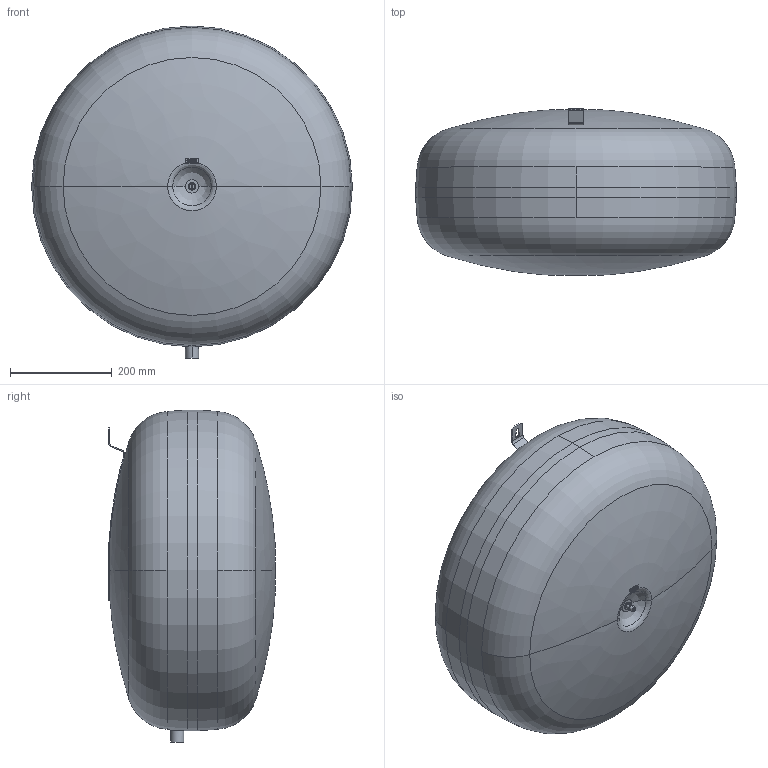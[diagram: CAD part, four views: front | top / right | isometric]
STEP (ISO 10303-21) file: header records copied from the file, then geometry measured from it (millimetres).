
FILE_DESCRIPTION((''),'2;1');
FILE_NAME('3d_EN80_3bar-7280600.stp','2012-02-14T11:19:11',(''),(''),'Mechanical Desktop 2011','Mechanical Desktop 2011',', , ');
FILE_SCHEMA(('CONFIG_CONTROL_DESIGN'));
Length unit declared in the file: millimetre
Products named in the file (1): Product
Bounding box: 632 x 328.4 x 654 mm (x, y, z)
Volume: 80489319.5 mm3; surface area: 1013878.4 mm2
Topology: 9 solids, 9 shells, 146 faces, 362 edges, 237 vertices
Faces by surface type: plane 74, cylinder 46, bspline 10, cone 8, torus 8
Entity records: 4686 total; most frequent: CARTESIAN_POINT 1022, DIRECTION 781, ORIENTED_EDGE 720, EDGE_CURVE 360, AXIS2_PLACEMENT_3D 288, VERTEX_POINT 237, VECTOR 205, LINE 205
